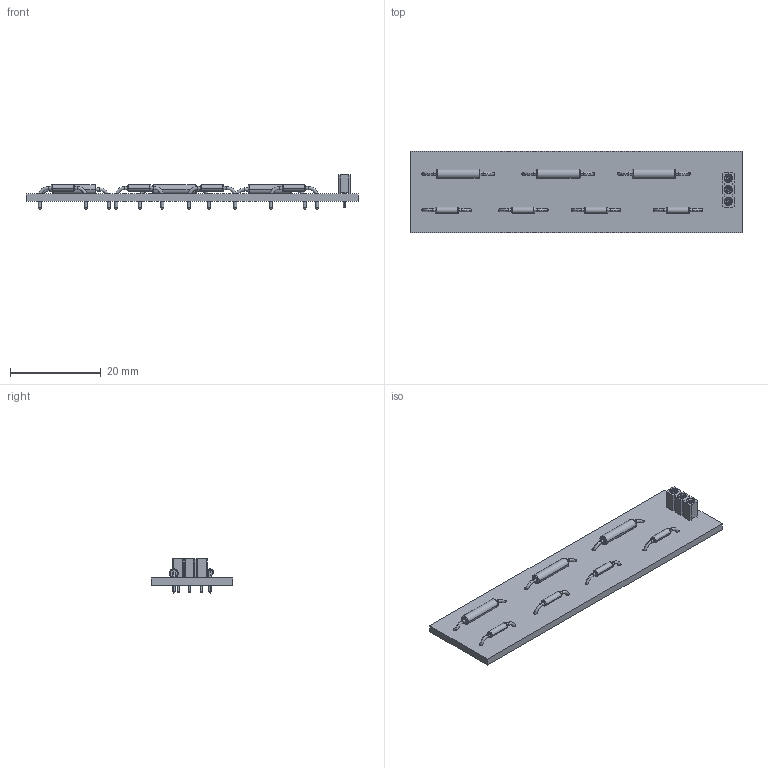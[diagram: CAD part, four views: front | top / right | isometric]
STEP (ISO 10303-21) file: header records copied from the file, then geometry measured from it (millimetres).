
FILE_DESCRIPTION(('PCB Model'),'2;1');
FILE_NAME('Medicao_combustivel.STEP','2020-09-14T17:14:52',('bruno'),( 'Unspecified'),'Open CASCADE STEP processor 6.8','Proteus','Unknown' );
FILE_SCHEMA(('AUTOMOTIVE_DESIGN { 1 0 10303 214 1 1 1 1 }'));
Length unit declared in the file: millimetre
Products named in the file (20): Open CASCADE STEP translator 6.8 2; Layer_1; J1; Open CASCADE STEP translator 6.8 2.2.1; Body_1; R1; Open CASCADE STEP translator 6.8 2.3.1; Pin_1; Pin_2; R2; R3; R4; REED1; Open CASCADE STEP translator 6.8 2.7.1; REED2; REED3
Assembly tree (24 placements, depth 4):
  Open CASCADE STEP translator 6.8 2
    Layer_1
    J1
      Open CASCADE STEP translator 6.8 2.2.1
        Body_1
    R1
      Open CASCADE STEP translator 6.8 2.3.1
        Body_1
        Pin_1
        Pin_2
    R2
      Open CASCADE STEP translator 6.8 2.3.1
        Body_1
        Pin_1
        Pin_2
    R3
      Open CASCADE STEP translator 6.8 2.3.1
        Body_1
        Pin_1
        Pin_2
    R4
      Open CASCADE STEP translator 6.8 2.3.1
        Body_1
        Pin_1
        Pin_2
    REED1
      Open CASCADE STEP translator 6.8 2.7.1
        Body_1
        Pin_1
        Pin_2
    REED2
      Open CASCADE STEP translator 6.8 2.7.1
        Body_1
        Pin_1
        Pin_2
    REED3
      Open CASCADE STEP translator 6.8 2.7.1
        Body_1
        Pin_1
        Pin_2
Bounding box: 73 x 18 x 7.53 mm (x, y, z)
Volume: 2315.9 mm3; surface area: 3660.3 mm2
Topology: 23 solids, 23 shells, 401 faces, 928 edges, 517 vertices
Faces by surface type: cylinder 114, plane 64, cone 60, sphere 59, bspline 56, torus 34, extrusion 14
Entity records: 8894 total; most frequent: CARTESIAN_POINT 1444, DIRECTION 1243, ORIENTED_EDGE 1100, EDGE_CURVE 550, AXIS2_PLACEMENT_3D 510, VERTEX_POINT 337, FACE_BOUND 287, EDGE_LOOP 287
